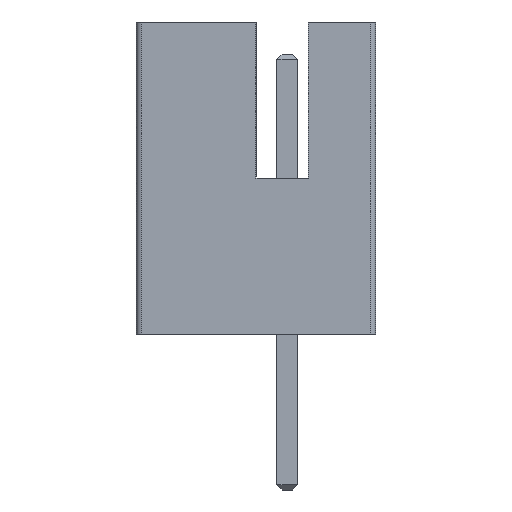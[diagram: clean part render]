
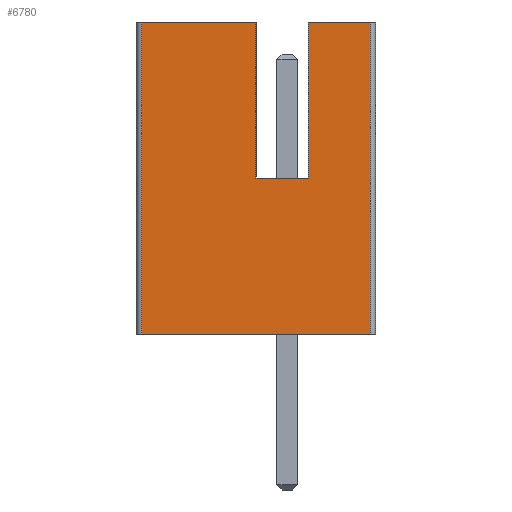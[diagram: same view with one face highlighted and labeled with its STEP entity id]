
A CAD part, left-side view. The second image highlights one B-rep face of the part: STEP entity #6780.
In plain terms, the highlighted planar face has unit normal (-1, 0, 0).
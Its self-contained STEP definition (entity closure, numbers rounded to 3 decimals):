
#195 = VECTOR ( 'NONE', #6675, 1000. ) ;
#438 = DIRECTION ( 'NONE',  ( 0., 0., 1. ) ) ;
#707 = VECTOR ( 'NONE', #14953, 1000. ) ;
#828 = DIRECTION ( 'NONE',  ( 0., -1., 0. ) ) ;
#833 = FACE_OUTER_BOUND ( 'NONE', #17081, .T. ) ;
#935 = CARTESIAN_POINT ( 'NONE',  ( -5., 2.9, 6. ) ) ;
#1209 = CARTESIAN_POINT ( 'NONE',  ( -5., 0.6, 3. ) ) ;
#1311 = CARTESIAN_POINT ( 'NONE',  ( -5., -0.403, 3. ) ) ;
#1360 = VERTEX_POINT ( 'NONE', #11966 ) ;
#2405 = EDGE_CURVE ( 'NONE', #14967, #1360, #15529, .T. ) ;
#2461 = LINE ( 'NONE', #935, #14211 ) ;
#3046 = VERTEX_POINT ( 'NONE', #11006 ) ;
#4312 = VERTEX_POINT ( 'NONE', #10248 ) ;
#4622 = AXIS2_PLACEMENT_3D ( 'NONE', #12626, #5279, #9705 ) ;
#4877 = LINE ( 'NONE', #18291, #18529 ) ;
#5048 = EDGE_CURVE ( 'NONE', #12886, #10507, #17993, .T. ) ;
#5144 = CARTESIAN_POINT ( 'NONE',  ( -5., -0.403, 3. ) ) ;
#5279 = DIRECTION ( 'NONE',  ( 1., 0., 0. ) ) ;
#5566 = ORIENTED_EDGE ( 'NONE', *, *, #17576, .F. ) ;
#5814 = ORIENTED_EDGE ( 'NONE', *, *, #15707, .F. ) ;
#6675 = DIRECTION ( 'NONE',  ( 0., 0., 1. ) ) ;
#6705 = PLANE ( 'NONE',  #4622 ) ;
#6780 = ADVANCED_FACE ( 'NONE', ( #833 ), #6705, .F. ) ;
#6831 = CARTESIAN_POINT ( 'NONE',  ( -5., 0.6, 6. ) ) ;
#7040 = ORIENTED_EDGE ( 'NONE', *, *, #8904, .T. ) ;
#7379 = ORIENTED_EDGE ( 'NONE', *, *, #2405, .T. ) ;
#7417 = CARTESIAN_POINT ( 'NONE',  ( -5., -1.6, 6. ) ) ;
#7706 = VERTEX_POINT ( 'NONE', #8178 ) ;
#8178 = CARTESIAN_POINT ( 'NONE',  ( -5., -0.403, 3. ) ) ;
#8476 = CARTESIAN_POINT ( 'NONE',  ( -5., -1.6, 6. ) ) ;
#8748 = ORIENTED_EDGE ( 'NONE', *, *, #5048, .T. ) ;
#8904 = EDGE_CURVE ( 'NONE', #1360, #4312, #4877, .T. ) ;
#9137 = ORIENTED_EDGE ( 'NONE', *, *, #10099, .F. ) ;
#9439 = VECTOR ( 'NONE', #12521, 1000. ) ;
#9705 = DIRECTION ( 'NONE',  ( 0., 1., 0. ) ) ;
#10099 = EDGE_CURVE ( 'NONE', #7706, #3046, #10932, .T. ) ;
#10248 = CARTESIAN_POINT ( 'NONE',  ( -5., -1.6, 0. ) ) ;
#10507 = VERTEX_POINT ( 'NONE', #6831 ) ;
#10643 = CARTESIAN_POINT ( 'NONE',  ( -5., 0.6, 3. ) ) ;
#10911 = DIRECTION ( 'NONE',  ( 0., 0., -1. ) ) ;
#10932 = LINE ( 'NONE', #5144, #195 ) ;
#11006 = CARTESIAN_POINT ( 'NONE',  ( -5., -0.403, 6. ) ) ;
#11222 = VECTOR ( 'NONE', #12708, 1000. ) ;
#11251 = LINE ( 'NONE', #14238, #9439 ) ;
#11351 = LINE ( 'NONE', #1311, #11222 ) ;
#11966 = CARTESIAN_POINT ( 'NONE',  ( -5., 2.8, 0. ) ) ;
#12521 = DIRECTION ( 'NONE',  ( 0., -1., 0. ) ) ;
#12609 = EDGE_CURVE ( 'NONE', #3046, #17233, #11251, .T. ) ;
#12626 = CARTESIAN_POINT ( 'NONE',  ( -5., 2.9, 6. ) ) ;
#12708 = DIRECTION ( 'NONE',  ( 0., -1., 0. ) ) ;
#12886 = VERTEX_POINT ( 'NONE', #1209 ) ;
#13257 = VECTOR ( 'NONE', #10911, 1000. ) ;
#13640 = ORIENTED_EDGE ( 'NONE', *, *, #12609, .F. ) ;
#14204 = ORIENTED_EDGE ( 'NONE', *, *, #16243, .T. ) ;
#14211 = VECTOR ( 'NONE', #828, 1000. ) ;
#14238 = CARTESIAN_POINT ( 'NONE',  ( -5., 2.9, 6. ) ) ;
#14571 = LINE ( 'NONE', #7417, #707 ) ;
#14953 = DIRECTION ( 'NONE',  ( 0., 0., 1. ) ) ;
#14967 = VERTEX_POINT ( 'NONE', #15268 ) ;
#15268 = CARTESIAN_POINT ( 'NONE',  ( -5., 2.8, 6. ) ) ;
#15529 = LINE ( 'NONE', #18539, #13257 ) ;
#15707 = EDGE_CURVE ( 'NONE', #12886, #7706, #11351, .T. ) ;
#16243 = EDGE_CURVE ( 'NONE', #4312, #17233, #14571, .T. ) ;
#16456 = DIRECTION ( 'NONE',  ( 0., -1., 0. ) ) ;
#17081 = EDGE_LOOP ( 'NONE', ( #7040, #14204, #13640, #9137, #5814, #8748, #5566, #7379 ) ) ;
#17233 = VERTEX_POINT ( 'NONE', #8476 ) ;
#17576 = EDGE_CURVE ( 'NONE', #14967, #10507, #2461, .T. ) ;
#17993 = LINE ( 'NONE', #10643, #18981 ) ;
#18291 = CARTESIAN_POINT ( 'NONE',  ( -5., 2.9, 0. ) ) ;
#18529 = VECTOR ( 'NONE', #16456, 1000. ) ;
#18539 = CARTESIAN_POINT ( 'NONE',  ( -5., 2.8, 6. ) ) ;
#18981 = VECTOR ( 'NONE', #438, 1000. ) ;
